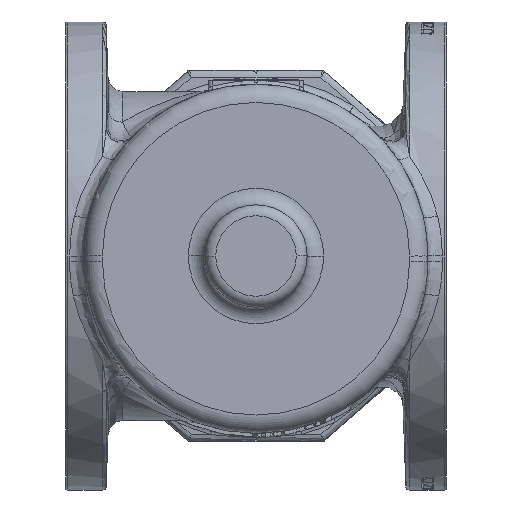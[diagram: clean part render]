
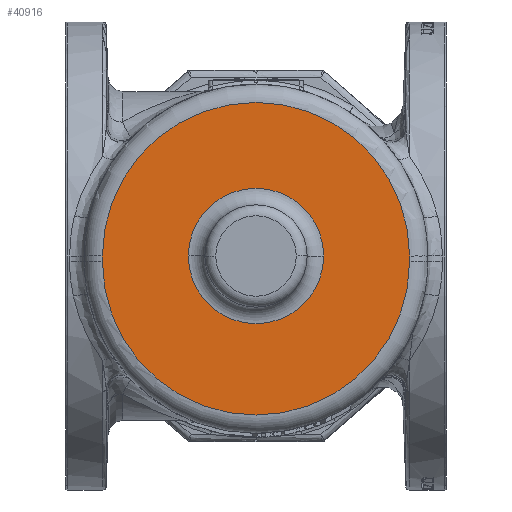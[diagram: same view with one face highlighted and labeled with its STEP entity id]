
A CAD part, front view. The second image highlights one B-rep face of the part: STEP entity #40916.
In plain terms, the highlighted planar face has unit normal (0, -1, 0).
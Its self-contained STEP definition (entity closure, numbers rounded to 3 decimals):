
#15346=DIRECTION('',(0.002,0.,-1.));
#15347=VECTOR('',#15346,0.188);
#15348=CARTESIAN_POINT('',(-5.25,-9.,0.));
#15349=LINE('',#15348,#15347);
#15350=CARTESIAN_POINT('',(0.,-9.,0.));
#15351=DIRECTION('',(0.,-1.,0.));
#15352=DIRECTION('',(1.,0.,0.));
#15353=AXIS2_PLACEMENT_3D('',#15350,#15351,#15352);
#15355=DIRECTION('',(-0.002,0.,1.));
#15356=VECTOR('',#15355,0.188);
#15357=CARTESIAN_POINT('',(5.25,-9.,-0.188));
#15358=LINE('',#15357,#15356);
#15359=CARTESIAN_POINT('',(0.,-9.,-0.188));
#15360=DIRECTION('',(0.,-1.,0.));
#15361=DIRECTION('',(-1.,0.,0.));
#15362=AXIS2_PLACEMENT_3D('',#15359,#15360,#15361);
#15364=CARTESIAN_POINT('',(0.,-9.,0.));
#15365=DIRECTION('',(0.,-1.,0.));
#15366=DIRECTION('',(1.,0.,0.));
#15367=AXIS2_PLACEMENT_3D('',#15364,#15365,#15366);
#15369=CARTESIAN_POINT('',(0.,-9.,0.));
#15370=DIRECTION('',(0.,-1.,0.));
#15371=DIRECTION('',(-1.,0.,0.));
#15372=AXIS2_PLACEMENT_3D('',#15369,#15370,#15371);
#22906=CARTESIAN_POINT('',(-2.313,-9.,0.));
#22907=CARTESIAN_POINT('',(2.313,-9.,0.));
#22908=VERTEX_POINT('',#22906);
#22909=VERTEX_POINT('',#22907);
#24413=CARTESIAN_POINT('',(-5.25,-9.,0.));
#24414=CARTESIAN_POINT('',(-5.25,-9.,-0.188));
#24415=VERTEX_POINT('',#24413);
#24416=VERTEX_POINT('',#24414);
#24417=CARTESIAN_POINT('',(5.25,-9.,-0.188));
#24418=VERTEX_POINT('',#24417);
#24419=CARTESIAN_POINT('',(5.25,-9.,0.));
#24420=VERTEX_POINT('',#24419);
#40899=CARTESIAN_POINT('',(0.,-9.,0.));
#40900=DIRECTION('',(0.,1.,0.));
#40901=DIRECTION('',(1.,0.,0.));
#40902=AXIS2_PLACEMENT_3D('',#40899,#40900,#40901);
#40903=PLANE('',#40902);
#40904=ORIENTED_EDGE('',*,*,#40893,.F.);
#40905=ORIENTED_EDGE('',*,*,#40148,.F.);
#40906=ORIENTED_EDGE('',*,*,#40163,.F.);
#40907=ORIENTED_EDGE('',*,*,#40178,.F.);
#40908=EDGE_LOOP('',(#40904,#40905,#40906,#40907));
#40909=FACE_OUTER_BOUND('',#40908,.F.);
#40911=ORIENTED_EDGE('',*,*,#40910,.T.);
#40913=ORIENTED_EDGE('',*,*,#40912,.T.);
#40914=EDGE_LOOP('',(#40911,#40913));
#40915=FACE_BOUND('',#40914,.F.);
#15354=CIRCLE('',#15353,5.25);
#15363=CIRCLE('',#15362,5.25);
#15368=CIRCLE('',#15367,2.313);
#15373=CIRCLE('',#15372,2.313);
#40148=EDGE_CURVE('',#24420,#24415,#15354,.T.);
#40163=EDGE_CURVE('',#24418,#24420,#15358,.T.);
#40178=EDGE_CURVE('',#24416,#24418,#15363,.T.);
#40893=EDGE_CURVE('',#24415,#24416,#15349,.T.);
#40910=EDGE_CURVE('',#22909,#22908,#15368,.T.);
#40912=EDGE_CURVE('',#22908,#22909,#15373,.T.);
#40916=ADVANCED_FACE('',(#40909,#40915),#40903,.F.);
